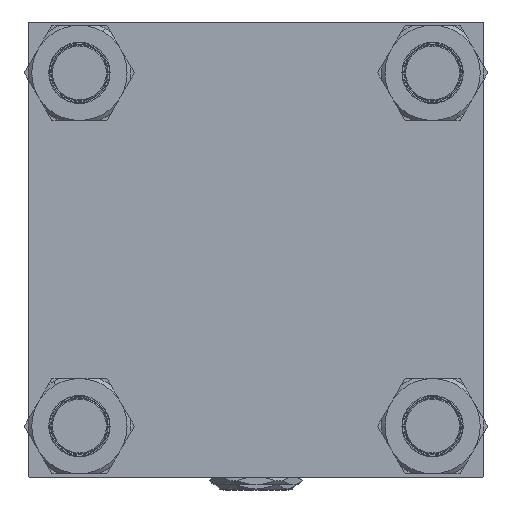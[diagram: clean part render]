
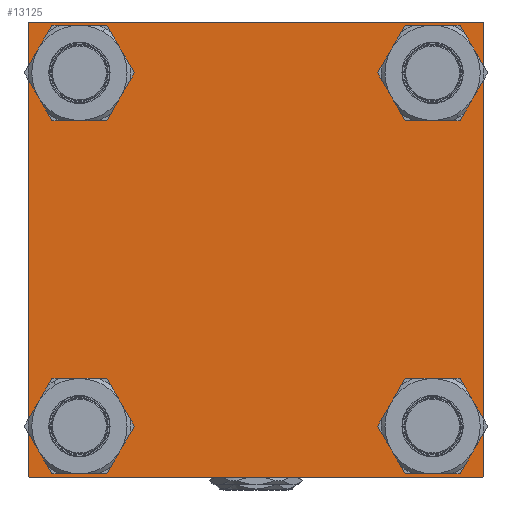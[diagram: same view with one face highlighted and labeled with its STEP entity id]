
A CAD part, left-side view. The second image highlights one B-rep face of the part: STEP entity #13125.
In plain terms, the highlighted planar face has unit normal (-1, 0, 0).
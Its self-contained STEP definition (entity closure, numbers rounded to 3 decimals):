
#500 = CIRCLE ( 'NONE', #47099, 15.5 ) ;
#717 = VERTEX_POINT ( 'NONE', #28569 ) ;
#892 = LINE ( 'NONE', #17070, #12356 ) ;
#1057 = ORIENTED_EDGE ( 'NONE', *, *, #18086, .T. ) ;
#1063 = AXIS2_PLACEMENT_3D ( 'NONE', #50988, #39297, #43285 ) ;
#1847 = CARTESIAN_POINT ( 'NONE',  ( 0., 122.5, -122. ) ) ;
#2791 = CARTESIAN_POINT ( 'NONE',  ( 0., 95.1, -95.1 ) ) ;
#3115 = VECTOR ( 'NONE', #26046, 1000. ) ;
#3462 = ORIENTED_EDGE ( 'NONE', *, *, #32234, .T. ) ;
#3490 = ORIENTED_EDGE ( 'NONE', *, *, #26052, .T. ) ;
#3754 = CARTESIAN_POINT ( 'NONE',  ( 0., 122., -122.5 ) ) ;
#4393 = LINE ( 'NONE', #9165, #20203 ) ;
#4419 = VECTOR ( 'NONE', #46139, 1000. ) ;
#4945 = VERTEX_POINT ( 'NONE', #37255 ) ;
#5576 = FACE_BOUND ( 'NONE', #32004, .T. ) ;
#5754 = AXIS2_PLACEMENT_3D ( 'NONE', #43633, #43892, #16005 ) ;
#5887 = LINE ( 'NONE', #30037, #22588 ) ;
#6389 = VERTEX_POINT ( 'NONE', #1847 ) ;
#6608 = ORIENTED_EDGE ( 'NONE', *, *, #50650, .T. ) ;
#6620 = VERTEX_POINT ( 'NONE', #33300 ) ;
#7035 = DIRECTION ( 'NONE',  ( 1., 0., 0. ) ) ;
#7182 = EDGE_LOOP ( 'NONE', ( #3462, #31913 ) ) ;
#7883 = ORIENTED_EDGE ( 'NONE', *, *, #20326, .F. ) ;
#8057 = DIRECTION ( 'NONE',  ( 0., 0., 1. ) ) ;
#8124 = EDGE_LOOP ( 'NONE', ( #33320, #6608, #30488, #15828, #47132, #22674, #7883, #20161 ) ) ;
#8765 = DIRECTION ( 'NONE',  ( 0., 0., 1. ) ) ;
#9165 = CARTESIAN_POINT ( 'NONE',  ( 0., 122.25, 122.25 ) ) ;
#9254 = CARTESIAN_POINT ( 'NONE',  ( 0., -122.25, -122.25 ) ) ;
#9343 = LINE ( 'NONE', #13051, #3115 ) ;
#9826 = CIRCLE ( 'NONE', #16571, 15.5 ) ;
#10647 = EDGE_CURVE ( 'NONE', #21434, #12348, #37418, .T. ) ;
#11767 = DIRECTION ( 'NONE',  ( 1., 0., 0. ) ) ;
#12340 = DIRECTION ( 'NONE',  ( 1., 0., 0. ) ) ;
#12345 = VERTEX_POINT ( 'NONE', #40602 ) ;
#12348 = VERTEX_POINT ( 'NONE', #36094 ) ;
#12356 = VECTOR ( 'NONE', #13373, 1000. ) ;
#12732 = PLANE ( 'NONE',  #36621 ) ;
#12738 = CIRCLE ( 'NONE', #22902, 15.5 ) ;
#12924 = EDGE_CURVE ( 'NONE', #12348, #21434, #46828, .T. ) ;
#13051 = CARTESIAN_POINT ( 'NONE',  ( 0., 122.5, -122.5 ) ) ;
#13125 = ADVANCED_FACE ( 'NONE', ( #29193, #17235, #33444, #5576, #13537 ), #12732, .T. ) ;
#13373 = DIRECTION ( 'NONE',  ( 0., 0., -1. ) ) ;
#13500 = VERTEX_POINT ( 'NONE', #13728 ) ;
#13537 = FACE_OUTER_BOUND ( 'NONE', #8124, .T. ) ;
#13728 = CARTESIAN_POINT ( 'NONE',  ( 0., 95.1, 110.6 ) ) ;
#15156 = DIRECTION ( 'NONE',  ( 1., 0., 0. ) ) ;
#15603 = LINE ( 'NONE', #35522, #44273 ) ;
#15828 = ORIENTED_EDGE ( 'NONE', *, *, #36217, .T. ) ;
#15866 = CIRCLE ( 'NONE', #45558, 15.5 ) ;
#16005 = DIRECTION ( 'NONE',  ( 0., 0., 1. ) ) ;
#16351 = AXIS2_PLACEMENT_3D ( 'NONE', #2791, #7035, #23464 ) ;
#16571 = AXIS2_PLACEMENT_3D ( 'NONE', #32200, #28221, #8057 ) ;
#17070 = CARTESIAN_POINT ( 'NONE',  ( 0., -122.5, 122.5 ) ) ;
#17104 = LINE ( 'NONE', #45785, #35068 ) ;
#17235 = FACE_BOUND ( 'NONE', #7182, .T. ) ;
#18081 = DIRECTION ( 'NONE',  ( 0., -0.707, -0.707 ) ) ;
#18086 = EDGE_CURVE ( 'NONE', #6620, #43974, #33348, .T. ) ;
#18505 = EDGE_LOOP ( 'NONE', ( #20939, #46633 ) ) ;
#18713 = VERTEX_POINT ( 'NONE', #20864 ) ;
#19038 = CARTESIAN_POINT ( 'NONE',  ( 0., -122.25, 122.25 ) ) ;
#19159 = VERTEX_POINT ( 'NONE', #3754 ) ;
#20161 = ORIENTED_EDGE ( 'NONE', *, *, #27426, .T. ) ;
#20170 = CARTESIAN_POINT ( 'NONE',  ( 0., -122.5, 122. ) ) ;
#20203 = VECTOR ( 'NONE', #20565, 1000. ) ;
#20326 = EDGE_CURVE ( 'NONE', #717, #30689, #17104, .T. ) ;
#20565 = DIRECTION ( 'NONE',  ( 0., 0.707, -0.707 ) ) ;
#20864 = CARTESIAN_POINT ( 'NONE',  ( 0., -122.5, -122. ) ) ;
#20891 = VERTEX_POINT ( 'NONE', #22606 ) ;
#20939 = ORIENTED_EDGE ( 'NONE', *, *, #10647, .T. ) ;
#21434 = VERTEX_POINT ( 'NONE', #49237 ) ;
#22588 = VECTOR ( 'NONE', #18081, 1000. ) ;
#22606 = CARTESIAN_POINT ( 'NONE',  ( 0., -95.1, -79.6 ) ) ;
#22674 = ORIENTED_EDGE ( 'NONE', *, *, #38133, .T. ) ;
#22902 = AXIS2_PLACEMENT_3D ( 'NONE', #27959, #11767, #31414 ) ;
#23464 = DIRECTION ( 'NONE',  ( 0., 0., 1. ) ) ;
#23993 = VECTOR ( 'NONE', #47182, 1000. ) ;
#24866 = EDGE_CURVE ( 'NONE', #51041, #20891, #9826, .T. ) ;
#25737 = EDGE_CURVE ( 'NONE', #43974, #6620, #34534, .T. ) ;
#26046 = DIRECTION ( 'NONE',  ( 0., -1., 0. ) ) ;
#26052 = EDGE_CURVE ( 'NONE', #4945, #13500, #15866, .T. ) ;
#27379 = DIRECTION ( 'NONE',  ( 0., 0., 1. ) ) ;
#27426 = EDGE_CURVE ( 'NONE', #717, #34197, #4393, .T. ) ;
#27959 = CARTESIAN_POINT ( 'NONE',  ( 0., -95.1, -95.1 ) ) ;
#28008 = DIRECTION ( 'NONE',  ( 0., 0., 1. ) ) ;
#28221 = DIRECTION ( 'NONE',  ( 1., 0., 0. ) ) ;
#28569 = CARTESIAN_POINT ( 'NONE',  ( 0., 122., 122.5 ) ) ;
#29193 = FACE_BOUND ( 'NONE', #18505, .T. ) ;
#30037 = CARTESIAN_POINT ( 'NONE',  ( 0., 122.25, -122.25 ) ) ;
#30488 = ORIENTED_EDGE ( 'NONE', *, *, #50592, .T. ) ;
#30689 = VERTEX_POINT ( 'NONE', #38970 ) ;
#31414 = DIRECTION ( 'NONE',  ( 0., 0., 1. ) ) ;
#31637 = DIRECTION ( 'NONE',  ( 0., 0., 1. ) ) ;
#31913 = ORIENTED_EDGE ( 'NONE', *, *, #24866, .T. ) ;
#32004 = EDGE_LOOP ( 'NONE', ( #44799, #3490 ) ) ;
#32200 = CARTESIAN_POINT ( 'NONE',  ( 0., -95.1, -95.1 ) ) ;
#32234 = EDGE_CURVE ( 'NONE', #20891, #51041, #12738, .T. ) ;
#33300 = CARTESIAN_POINT ( 'NONE',  ( 0., 95.1, -110.6 ) ) ;
#33320 = ORIENTED_EDGE ( 'NONE', *, *, #35694, .T. ) ;
#33348 = CIRCLE ( 'NONE', #16351, 15.5 ) ;
#33444 = FACE_BOUND ( 'NONE', #33620, .T. ) ;
#33620 = EDGE_LOOP ( 'NONE', ( #33824, #1057 ) ) ;
#33692 = CARTESIAN_POINT ( 'NONE',  ( 0., -95.1, -110.6 ) ) ;
#33824 = ORIENTED_EDGE ( 'NONE', *, *, #25737, .T. ) ;
#33846 = DIRECTION ( 'NONE',  ( 0., -1., 0. ) ) ;
#34193 = LINE ( 'NONE', #9254, #4419 ) ;
#34197 = VERTEX_POINT ( 'NONE', #49178 ) ;
#34534 = CIRCLE ( 'NONE', #5754, 15.5 ) ;
#35068 = VECTOR ( 'NONE', #33846, 1000. ) ;
#35080 = CARTESIAN_POINT ( 'NONE',  ( 0., 95.1, 95.1 ) ) ;
#35522 = CARTESIAN_POINT ( 'NONE',  ( 0., 122.5, 122.5 ) ) ;
#35694 = EDGE_CURVE ( 'NONE', #34197, #6389, #15603, .T. ) ;
#36094 = CARTESIAN_POINT ( 'NONE',  ( 0., -95.1, 79.6 ) ) ;
#36217 = EDGE_CURVE ( 'NONE', #12345, #18713, #34193, .T. ) ;
#36621 = AXIS2_PLACEMENT_3D ( 'NONE', #49629, #37938, #8765 ) ;
#37255 = CARTESIAN_POINT ( 'NONE',  ( 0., 95.1, 79.6 ) ) ;
#37418 = CIRCLE ( 'NONE', #41643, 15.5 ) ;
#37662 = LINE ( 'NONE', #19038, #23993 ) ;
#37938 = DIRECTION ( 'NONE',  ( -1., 0., 0. ) ) ;
#38133 = EDGE_CURVE ( 'NONE', #52423, #30689, #37662, .T. ) ;
#38970 = CARTESIAN_POINT ( 'NONE',  ( 0., -122., 122.5 ) ) ;
#39297 = DIRECTION ( 'NONE',  ( 1., 0., 0. ) ) ;
#40118 = DIRECTION ( 'NONE',  ( 1., 0., 0. ) ) ;
#40602 = CARTESIAN_POINT ( 'NONE',  ( 0., -122., -122.5 ) ) ;
#41643 = AXIS2_PLACEMENT_3D ( 'NONE', #48696, #12340, #28008 ) ;
#43060 = CARTESIAN_POINT ( 'NONE',  ( 0., 95.1, 95.1 ) ) ;
#43285 = DIRECTION ( 'NONE',  ( 0., 0., 1. ) ) ;
#43633 = CARTESIAN_POINT ( 'NONE',  ( 0., 95.1, -95.1 ) ) ;
#43892 = DIRECTION ( 'NONE',  ( 1., 0., 0. ) ) ;
#43974 = VERTEX_POINT ( 'NONE', #46979 ) ;
#44273 = VECTOR ( 'NONE', #44283, 1000. ) ;
#44283 = DIRECTION ( 'NONE',  ( 0., 0., -1. ) ) ;
#44799 = ORIENTED_EDGE ( 'NONE', *, *, #47783, .T. ) ;
#45558 = AXIS2_PLACEMENT_3D ( 'NONE', #35080, #15156, #27379 ) ;
#45785 = CARTESIAN_POINT ( 'NONE',  ( 0., 122.5, 122.5 ) ) ;
#46139 = DIRECTION ( 'NONE',  ( 0., -0.707, 0.707 ) ) ;
#46633 = ORIENTED_EDGE ( 'NONE', *, *, #12924, .T. ) ;
#46828 = CIRCLE ( 'NONE', #1063, 15.5 ) ;
#46979 = CARTESIAN_POINT ( 'NONE',  ( 0., 95.1, -79.6 ) ) ;
#47099 = AXIS2_PLACEMENT_3D ( 'NONE', #43060, #40118, #31637 ) ;
#47132 = ORIENTED_EDGE ( 'NONE', *, *, #48482, .F. ) ;
#47182 = DIRECTION ( 'NONE',  ( 0., 0.707, 0.707 ) ) ;
#47783 = EDGE_CURVE ( 'NONE', #13500, #4945, #500, .T. ) ;
#48482 = EDGE_CURVE ( 'NONE', #52423, #18713, #892, .T. ) ;
#48696 = CARTESIAN_POINT ( 'NONE',  ( 0., -95.1, 95.1 ) ) ;
#49178 = CARTESIAN_POINT ( 'NONE',  ( 0., 122.5, 122. ) ) ;
#49237 = CARTESIAN_POINT ( 'NONE',  ( 0., -95.1, 110.6 ) ) ;
#49629 = CARTESIAN_POINT ( 'NONE',  ( 0., 0., 0. ) ) ;
#50592 = EDGE_CURVE ( 'NONE', #19159, #12345, #9343, .T. ) ;
#50650 = EDGE_CURVE ( 'NONE', #6389, #19159, #5887, .T. ) ;
#50988 = CARTESIAN_POINT ( 'NONE',  ( 0., -95.1, 95.1 ) ) ;
#51041 = VERTEX_POINT ( 'NONE', #33692 ) ;
#52423 = VERTEX_POINT ( 'NONE', #20170 ) ;
